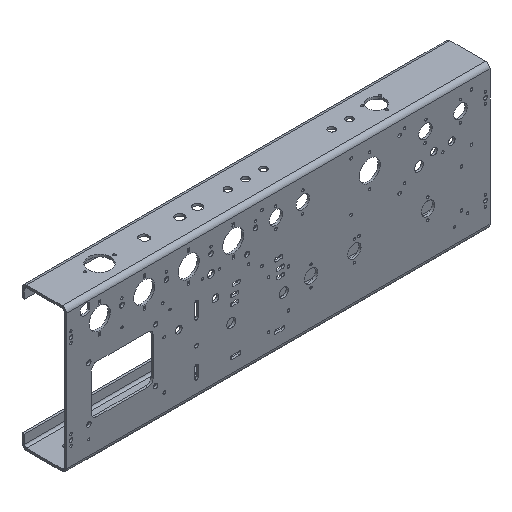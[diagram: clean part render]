
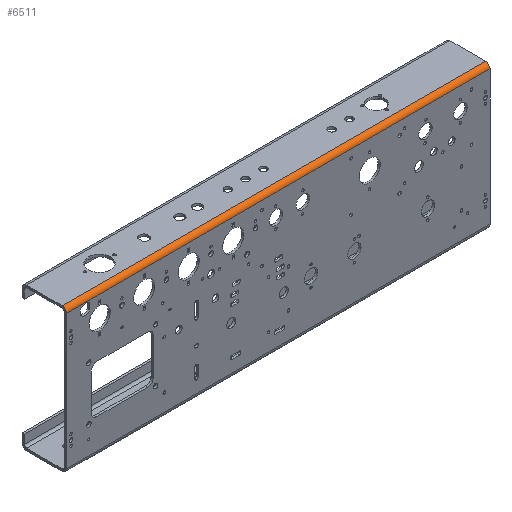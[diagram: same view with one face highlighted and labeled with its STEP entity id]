
A CAD part, isometric view. The second image highlights one B-rep face of the part: STEP entity #6511.
In plain terms, the highlighted cylindrical face has radius 6.35 mm (diameter 12.7 mm), a partial arc.
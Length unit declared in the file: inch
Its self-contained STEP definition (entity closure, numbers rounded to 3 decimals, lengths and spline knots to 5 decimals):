
#717=FACE_OUTER_BOUND('',#1208,.T.);
#1208=EDGE_LOOP('',(#5681,#5682,#5683,#5684));
#1802=LINE('',#10749,#2307);
#1834=LINE('',#10854,#2339);
#2307=VECTOR('',#8938,0.3937);
#2339=VECTOR('',#9036,0.3937);
#2745=CIRCLE('',#7213,0.25);
#2746=CIRCLE('',#7214,0.25);
#3283=VERTEX_POINT('',#10741);
#3285=VERTEX_POINT('',#10747);
#3299=VERTEX_POINT('',#10794);
#3325=VERTEX_POINT('',#10850);
#4138=EDGE_CURVE('',#3285,#3283,#1802,.T.);
#4190=EDGE_CURVE('',#3299,#3325,#1834,.T.);
#4191=EDGE_CURVE('',#3283,#3299,#2745,.T.);
#4192=EDGE_CURVE('',#3325,#3285,#2746,.T.);
#5681=ORIENTED_EDGE('',*,*,#4190,.F.);
#5682=ORIENTED_EDGE('',*,*,#4191,.F.);
#5683=ORIENTED_EDGE('',*,*,#4138,.F.);
#5684=ORIENTED_EDGE('',*,*,#4192,.F.);
#6213=CYLINDRICAL_SURFACE('',#7212,0.25);
#6511=ADVANCED_FACE('',(#717),#6213,.T.);
#7212=AXIS2_PLACEMENT_3D('',#10853,#9034,#9035);
#7213=AXIS2_PLACEMENT_3D('',#10855,#9037,#9038);
#7214=AXIS2_PLACEMENT_3D('',#10856,#9039,#9040);
#8938=DIRECTION('',(-1.,0.,0.));
#9034=DIRECTION('center_axis',(-1.,0.,0.));
#9035=DIRECTION('ref_axis',(0.,-1.,0.));
#9036=DIRECTION('',(1.,0.,0.));
#9037=DIRECTION('center_axis',(-1.,0.,0.));
#9038=DIRECTION('ref_axis',(0.,-1.,0.));
#9039=DIRECTION('center_axis',(1.,0.,0.));
#9040=DIRECTION('ref_axis',(0.,0.,1.));
#10741=CARTESIAN_POINT('',(0.,0.,-0.25));
#10747=CARTESIAN_POINT('',(23.75,0.,-0.25));
#10749=CARTESIAN_POINT('',(17.8125,0.,-0.25));
#10794=CARTESIAN_POINT('',(0.,0.25,0.));
#10850=CARTESIAN_POINT('',(23.75,0.25,0.));
#10853=CARTESIAN_POINT('Origin',(11.875,0.25,-0.25));
#10854=CARTESIAN_POINT('',(11.875,0.25,0.));
#10855=CARTESIAN_POINT('Origin',(0.,0.25,-0.25));
#10856=CARTESIAN_POINT('Origin',(23.75,0.25,-0.25));
